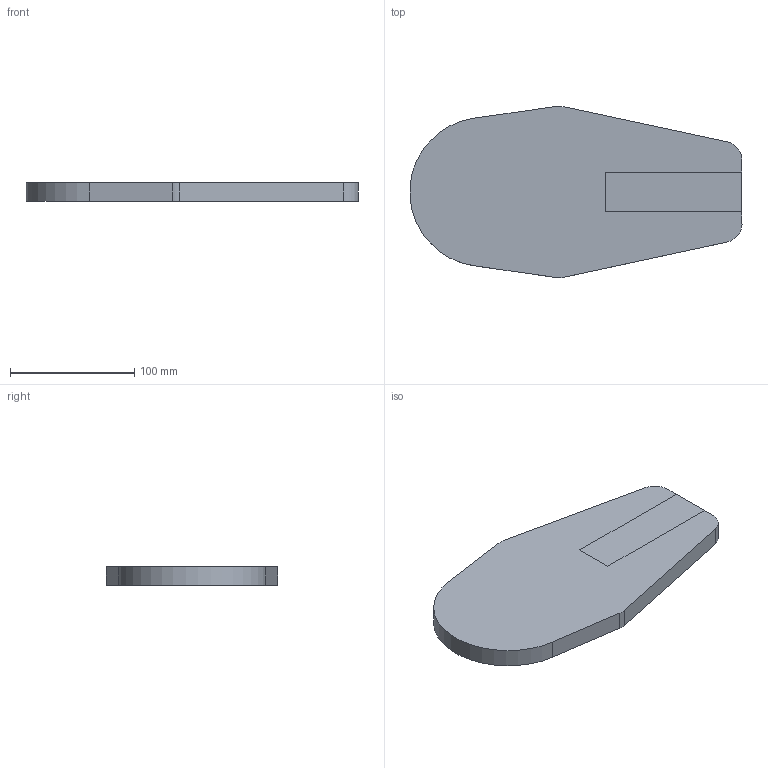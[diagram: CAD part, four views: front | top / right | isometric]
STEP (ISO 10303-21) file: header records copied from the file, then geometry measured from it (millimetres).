
FILE_DESCRIPTION(('Bauteilbeschreibung','HiCAD-Model','HiCAD-STEP-TRANSLATION','Bauteilbeschreibung'),'2;1');
FILE_NAME('TEIL 42.STP','2012-03-28T18:43:00+00:00',('Konstrukteur'),('Konstrukteur Firma GmbH'),' HiCAD 2011, Step 1600.0 ','HiCAD 2011','confidential');
FILE_SCHEMA(('AUTOMOTIVE_DESIGN { 1 2 10303 214 0 1 1 1 }'));
Length unit declared in the file: millimetre
Products named in the file (2): TEIL 42; TRANSLATIONSTEIL_1
Assembly tree (1 placements, depth 2):
  TEIL 42
    TRANSLATIONSTEIL_1
Bounding box: 267.54 x 138.26 x 15 mm (x, y, z)
Surface area: 91948.6 mm2
Topology: 1 solids, 1 shells, 44 faces, 126 edges, 28 vertices
Faces by surface type: plane 29, cylinder 15
Entity records: 2005 total; most frequent: ORIENTED_EDGE 252, DIRECTION 248, CARTESIAN_POINT 200, COLOUR_RGB 127, PRESENTATION_STYLE_ASSIGNMENT 127, CURVE_STYLE 126, DRAUGHTING_PRE_DEFINED_CURVE_FONT 126, EDGE_CURVE 126
